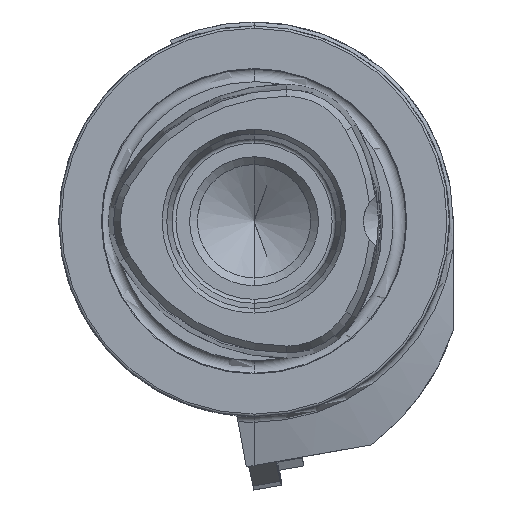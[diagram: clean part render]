
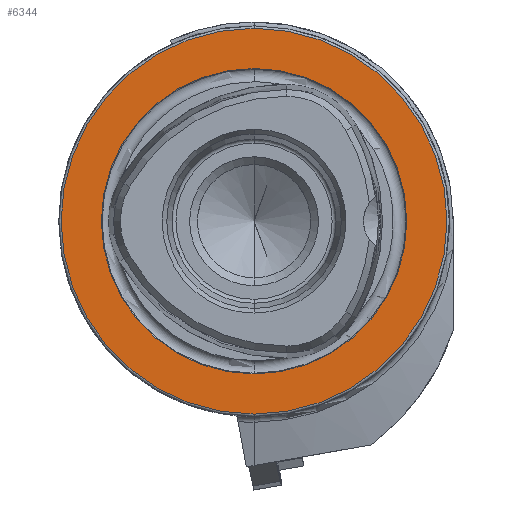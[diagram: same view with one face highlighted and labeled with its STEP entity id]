
A CAD part, left-side view. The second image highlights one B-rep face of the part: STEP entity #6344.
In plain terms, the highlighted planar face has unit normal (-1, 0, 0).
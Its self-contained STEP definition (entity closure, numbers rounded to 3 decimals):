
#21 = DIRECTION ( 'NONE',  ( -1., 0., 0. ) ) ;
#88 = CARTESIAN_POINT ( 'NONE',  ( 0., 19.55, 0. ) ) ;
#136 = VERTEX_POINT ( 'NONE', #6536 ) ;
#161 = CARTESIAN_POINT ( 'NONE',  ( 0., 0., 0. ) ) ;
#168 = ORIENTED_EDGE ( 'NONE', *, *, #3087, .T. ) ;
#259 = DIRECTION ( 'NONE',  ( -1., 0., 0. ) ) ;
#486 = CIRCLE ( 'NONE', #2476, 24.7 ) ;
#494 = CIRCLE ( 'NONE', #2319, 24.7 ) ;
#1103 = VERTEX_POINT ( 'NONE', #2036 ) ;
#1220 = EDGE_CURVE ( 'NONE', #1103, #2067, #2313, .T. ) ;
#1611 = CARTESIAN_POINT ( 'NONE',  ( 0., 0., 19.55 ) ) ;
#2036 = CARTESIAN_POINT ( 'NONE',  ( 0., 0., -19.55 ) ) ;
#2067 = VERTEX_POINT ( 'NONE', #1611 ) ;
#2088 = CARTESIAN_POINT ( 'NONE',  ( 0., 0., 0. ) ) ;
#2313 = CIRCLE ( 'NONE', #3666, 19.55 ) ;
#2319 = AXIS2_PLACEMENT_3D ( 'NONE', #5469, #21, #9486 ) ;
#2476 = AXIS2_PLACEMENT_3D ( 'NONE', #161, #259, #7380 ) ;
#3087 = EDGE_CURVE ( 'NONE', #136, #4966, #486, .T. ) ;
#3666 = AXIS2_PLACEMENT_3D ( 'NONE', #2088, #7756, #6917 ) ;
#3860 = DIRECTION ( 'NONE',  ( 0., 0., 1. ) ) ;
#4270 = EDGE_CURVE ( 'NONE', #2067, #1103, #9542, .T. ) ;
#4531 = EDGE_CURVE ( 'NONE', #4966, #136, #494, .T. ) ;
#4966 = VERTEX_POINT ( 'NONE', #5841 ) ;
#5281 = CARTESIAN_POINT ( 'NONE',  ( 0., 0., 0. ) ) ;
#5469 = CARTESIAN_POINT ( 'NONE',  ( 0., 0., 0. ) ) ;
#5785 = PLANE ( 'NONE',  #6241 ) ;
#5841 = CARTESIAN_POINT ( 'NONE',  ( 0., 0., -24.7 ) ) ;
#5848 = FACE_OUTER_BOUND ( 'NONE', #9198, .T. ) ;
#6241 = AXIS2_PLACEMENT_3D ( 'NONE', #88, #7416, #6533 ) ;
#6344 = ADVANCED_FACE ( 'NONE', ( #9731, #5848 ), #5785, .F. ) ;
#6533 = DIRECTION ( 'NONE',  ( 0., 0., -1. ) ) ;
#6536 = CARTESIAN_POINT ( 'NONE',  ( 0., 0., 24.7 ) ) ;
#6917 = DIRECTION ( 'NONE',  ( 0., 0., 1. ) ) ;
#7380 = DIRECTION ( 'NONE',  ( 0., 0., 1. ) ) ;
#7416 = DIRECTION ( 'NONE',  ( 1., 0., 0. ) ) ;
#7421 = ORIENTED_EDGE ( 'NONE', *, *, #1220, .F. ) ;
#7704 = AXIS2_PLACEMENT_3D ( 'NONE', #5281, #8609, #3860 ) ;
#7756 = DIRECTION ( 'NONE',  ( -1., 0., 0. ) ) ;
#8609 = DIRECTION ( 'NONE',  ( -1., 0., 0. ) ) ;
#9121 = EDGE_LOOP ( 'NONE', ( #9568, #7421 ) ) ;
#9198 = EDGE_LOOP ( 'NONE', ( #168, #9969 ) ) ;
#9486 = DIRECTION ( 'NONE',  ( 0., 0., 1. ) ) ;
#9542 = CIRCLE ( 'NONE', #7704, 19.55 ) ;
#9568 = ORIENTED_EDGE ( 'NONE', *, *, #4270, .F. ) ;
#9731 = FACE_BOUND ( 'NONE', #9121, .T. ) ;
#9969 = ORIENTED_EDGE ( 'NONE', *, *, #4531, .T. ) ;
